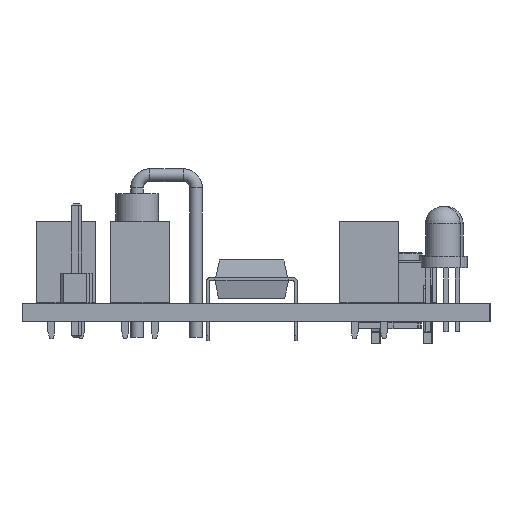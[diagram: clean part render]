
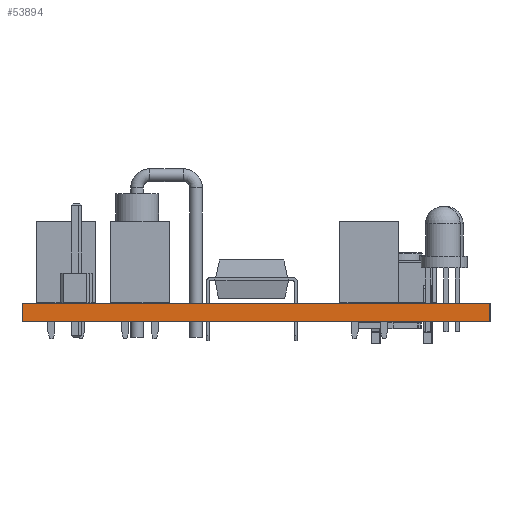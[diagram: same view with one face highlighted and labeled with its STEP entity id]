
A CAD part, left-side view. The second image highlights one B-rep face of the part: STEP entity #53894.
In plain terms, the highlighted planar face has unit normal (-1, 0, 0).
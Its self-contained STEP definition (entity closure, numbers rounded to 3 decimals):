
#53713 = PLANE('',#53714);
#53714 = AXIS2_PLACEMENT_3D('',#53715,#53716,#53717);
#53715 = CARTESIAN_POINT('',(179.324,-59.69,0.));
#53716 = DIRECTION('',(0.,-1.,0.));
#53717 = DIRECTION('',(-1.,0.,0.));
#53738 = VERTEX_POINT('',#53739);
#53739 = CARTESIAN_POINT('',(99.314,-59.69,1.6));
#53753 = PLANE('',#53754);
#53754 = AXIS2_PLACEMENT_3D('',#53755,#53756,#53757);
#53755 = CARTESIAN_POINT('',(139.319,-39.497,1.6));
#53756 = DIRECTION('',(-0.,-0.,-1.));
#53757 = DIRECTION('',(-1.,0.,0.));
#53765 = EDGE_CURVE('',#53766,#53738,#53768,.T.);
#53766 = VERTEX_POINT('',#53767);
#53767 = CARTESIAN_POINT('',(99.314,-59.69,0.));
#53768 = SURFACE_CURVE('',#53769,(#53773,#53780),.PCURVE_S1.);
#53769 = LINE('',#53770,#53771);
#53770 = CARTESIAN_POINT('',(99.314,-59.69,0.));
#53771 = VECTOR('',#53772,1.);
#53772 = DIRECTION('',(0.,0.,1.));
#53773 = PCURVE('',#53713,#53774);
#53774 = DEFINITIONAL_REPRESENTATION('',(#53775),#53779);
#53775 = LINE('',#53776,#53777);
#53776 = CARTESIAN_POINT('',(80.01,0.));
#53777 = VECTOR('',#53778,1.);
#53778 = DIRECTION('',(0.,-1.));
#53779 = ( GEOMETRIC_REPRESENTATION_CONTEXT(2) 
PARAMETRIC_REPRESENTATION_CONTEXT() REPRESENTATION_CONTEXT('2D SPACE',''
  ) );
#53780 = PCURVE('',#53781,#53786);
#53781 = PLANE('',#53782);
#53782 = AXIS2_PLACEMENT_3D('',#53783,#53784,#53785);
#53783 = CARTESIAN_POINT('',(99.314,-59.69,0.));
#53784 = DIRECTION('',(-1.,0.,0.));
#53785 = DIRECTION('',(0.,1.,0.));
#53786 = DEFINITIONAL_REPRESENTATION('',(#53787),#53791);
#53787 = LINE('',#53788,#53789);
#53788 = CARTESIAN_POINT('',(0.,0.));
#53789 = VECTOR('',#53790,1.);
#53790 = DIRECTION('',(0.,-1.));
#53791 = ( GEOMETRIC_REPRESENTATION_CONTEXT(2) 
PARAMETRIC_REPRESENTATION_CONTEXT() REPRESENTATION_CONTEXT('2D SPACE',''
  ) );
#53807 = PLANE('',#53808);
#53808 = AXIS2_PLACEMENT_3D('',#53809,#53810,#53811);
#53809 = CARTESIAN_POINT('',(139.319,-39.497,0.));
#53810 = DIRECTION('',(-0.,-0.,-1.));
#53811 = DIRECTION('',(-1.,0.,0.));
#53840 = PLANE('',#53841);
#53841 = AXIS2_PLACEMENT_3D('',#53842,#53843,#53844);
#53842 = CARTESIAN_POINT('',(99.314,-19.304,0.));
#53843 = DIRECTION('',(0.,1.,0.));
#53844 = DIRECTION('',(1.,0.,0.));
#53894 = ADVANCED_FACE('',(#53895),#53781,.T.);
#53895 = FACE_BOUND('',#53896,.T.);
#53896 = EDGE_LOOP('',(#53897,#53898,#53921,#53944));
#53897 = ORIENTED_EDGE('',*,*,#53765,.T.);
#53898 = ORIENTED_EDGE('',*,*,#53899,.T.);
#53899 = EDGE_CURVE('',#53738,#53900,#53902,.T.);
#53900 = VERTEX_POINT('',#53901);
#53901 = CARTESIAN_POINT('',(99.314,-19.304,1.6));
#53902 = SURFACE_CURVE('',#53903,(#53907,#53914),.PCURVE_S1.);
#53903 = LINE('',#53904,#53905);
#53904 = CARTESIAN_POINT('',(99.314,-59.69,1.6));
#53905 = VECTOR('',#53906,1.);
#53906 = DIRECTION('',(0.,1.,0.));
#53907 = PCURVE('',#53781,#53908);
#53908 = DEFINITIONAL_REPRESENTATION('',(#53909),#53913);
#53909 = LINE('',#53910,#53911);
#53910 = CARTESIAN_POINT('',(0.,-1.6));
#53911 = VECTOR('',#53912,1.);
#53912 = DIRECTION('',(1.,0.));
#53913 = ( GEOMETRIC_REPRESENTATION_CONTEXT(2) 
PARAMETRIC_REPRESENTATION_CONTEXT() REPRESENTATION_CONTEXT('2D SPACE',''
  ) );
#53914 = PCURVE('',#53753,#53915);
#53915 = DEFINITIONAL_REPRESENTATION('',(#53916),#53920);
#53916 = LINE('',#53917,#53918);
#53917 = CARTESIAN_POINT('',(40.005,-20.193));
#53918 = VECTOR('',#53919,1.);
#53919 = DIRECTION('',(0.,1.));
#53920 = ( GEOMETRIC_REPRESENTATION_CONTEXT(2) 
PARAMETRIC_REPRESENTATION_CONTEXT() REPRESENTATION_CONTEXT('2D SPACE',''
  ) );
#53921 = ORIENTED_EDGE('',*,*,#53922,.F.);
#53922 = EDGE_CURVE('',#53923,#53900,#53925,.T.);
#53923 = VERTEX_POINT('',#53924);
#53924 = CARTESIAN_POINT('',(99.314,-19.304,0.));
#53925 = SURFACE_CURVE('',#53926,(#53930,#53937),.PCURVE_S1.);
#53926 = LINE('',#53927,#53928);
#53927 = CARTESIAN_POINT('',(99.314,-19.304,0.));
#53928 = VECTOR('',#53929,1.);
#53929 = DIRECTION('',(0.,0.,1.));
#53930 = PCURVE('',#53781,#53931);
#53931 = DEFINITIONAL_REPRESENTATION('',(#53932),#53936);
#53932 = LINE('',#53933,#53934);
#53933 = CARTESIAN_POINT('',(40.386,0.));
#53934 = VECTOR('',#53935,1.);
#53935 = DIRECTION('',(0.,-1.));
#53936 = ( GEOMETRIC_REPRESENTATION_CONTEXT(2) 
PARAMETRIC_REPRESENTATION_CONTEXT() REPRESENTATION_CONTEXT('2D SPACE',''
  ) );
#53937 = PCURVE('',#53840,#53938);
#53938 = DEFINITIONAL_REPRESENTATION('',(#53939),#53943);
#53939 = LINE('',#53940,#53941);
#53940 = CARTESIAN_POINT('',(0.,0.));
#53941 = VECTOR('',#53942,1.);
#53942 = DIRECTION('',(0.,-1.));
#53943 = ( GEOMETRIC_REPRESENTATION_CONTEXT(2) 
PARAMETRIC_REPRESENTATION_CONTEXT() REPRESENTATION_CONTEXT('2D SPACE',''
  ) );
#53944 = ORIENTED_EDGE('',*,*,#53945,.F.);
#53945 = EDGE_CURVE('',#53766,#53923,#53946,.T.);
#53946 = SURFACE_CURVE('',#53947,(#53951,#53958),.PCURVE_S1.);
#53947 = LINE('',#53948,#53949);
#53948 = CARTESIAN_POINT('',(99.314,-59.69,0.));
#53949 = VECTOR('',#53950,1.);
#53950 = DIRECTION('',(0.,1.,0.));
#53951 = PCURVE('',#53781,#53952);
#53952 = DEFINITIONAL_REPRESENTATION('',(#53953),#53957);
#53953 = LINE('',#53954,#53955);
#53954 = CARTESIAN_POINT('',(0.,0.));
#53955 = VECTOR('',#53956,1.);
#53956 = DIRECTION('',(1.,0.));
#53957 = ( GEOMETRIC_REPRESENTATION_CONTEXT(2) 
PARAMETRIC_REPRESENTATION_CONTEXT() REPRESENTATION_CONTEXT('2D SPACE',''
  ) );
#53958 = PCURVE('',#53807,#53959);
#53959 = DEFINITIONAL_REPRESENTATION('',(#53960),#53964);
#53960 = LINE('',#53961,#53962);
#53961 = CARTESIAN_POINT('',(40.005,-20.193));
#53962 = VECTOR('',#53963,1.);
#53963 = DIRECTION('',(0.,1.));
#53964 = ( GEOMETRIC_REPRESENTATION_CONTEXT(2) 
PARAMETRIC_REPRESENTATION_CONTEXT() REPRESENTATION_CONTEXT('2D SPACE',''
  ) );
